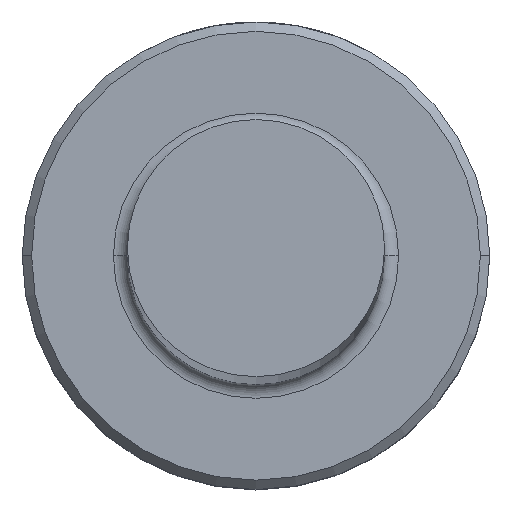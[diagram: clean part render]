
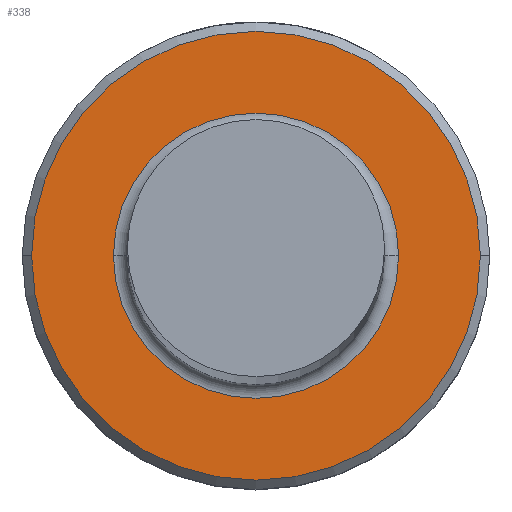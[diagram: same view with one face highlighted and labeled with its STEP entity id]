
A CAD part, top view. The second image highlights one B-rep face of the part: STEP entity #338.
In plain terms, the highlighted planar face has unit normal (0, 0, 1).
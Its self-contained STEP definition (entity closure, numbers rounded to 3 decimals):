
#90 = DIRECTION ( 'NONE',  ( 0., 0., -1. ) ) ;
#140 = AXIS2_PLACEMENT_3D ( 'NONE', #251, #867, #341 ) ;
#218 = CARTESIAN_POINT ( 'NONE',  ( 0., 0., 6. ) ) ;
#251 = CARTESIAN_POINT ( 'NONE',  ( 0., 0., 6. ) ) ;
#261 = VERTEX_POINT ( 'NONE', #1038 ) ;
#284 = AXIS2_PLACEMENT_3D ( 'NONE', #315, #934, #401 ) ;
#285 = CARTESIAN_POINT ( 'NONE',  ( 0., 0., 6. ) ) ;
#293 = EDGE_CURVE ( 'NONE', #928, #680, #520, .T. ) ;
#309 = DIRECTION ( 'NONE',  ( 1., 0., 0. ) ) ;
#315 = CARTESIAN_POINT ( 'NONE',  ( 0., 0., 6. ) ) ;
#338 = ADVANCED_FACE ( 'NONE', ( #843, #764 ), #1082, .T. ) ;
#341 = DIRECTION ( 'NONE',  ( -1., 0., 0. ) ) ;
#353 = CARTESIAN_POINT ( 'NONE',  ( -3.05, 0., 6. ) ) ;
#354 = CIRCLE ( 'NONE', #284, 4.8 ) ;
#376 = DIRECTION ( 'NONE',  ( 1., 0., 0. ) ) ;
#384 = CIRCLE ( 'NONE', #895, 4.8 ) ;
#401 = DIRECTION ( 'NONE',  ( 1., 0., 0. ) ) ;
#445 = AXIS2_PLACEMENT_3D ( 'NONE', #631, #90, #721 ) ;
#520 = CIRCLE ( 'NONE', #445, 3.05 ) ;
#583 = ORIENTED_EDGE ( 'NONE', *, *, #293, .T. ) ;
#631 = CARTESIAN_POINT ( 'NONE',  ( 0., 0., 6. ) ) ;
#680 = VERTEX_POINT ( 'NONE', #353 ) ;
#688 = CIRCLE ( 'NONE', #140, 3.05 ) ;
#689 = CARTESIAN_POINT ( 'NONE',  ( 3.05, 0., 6. ) ) ;
#711 = ORIENTED_EDGE ( 'NONE', *, *, #798, .T. ) ;
#721 = DIRECTION ( 'NONE',  ( -1., 0., 0. ) ) ;
#739 = ORIENTED_EDGE ( 'NONE', *, *, #1009, .T. ) ;
#752 = AXIS2_PLACEMENT_3D ( 'NONE', #285, #900, #376 ) ;
#757 = VERTEX_POINT ( 'NONE', #1022 ) ;
#764 = FACE_BOUND ( 'NONE', #1139, .T. ) ;
#766 = EDGE_CURVE ( 'NONE', #261, #757, #384, .T. ) ;
#798 = EDGE_CURVE ( 'NONE', #757, #261, #354, .T. ) ;
#840 = DIRECTION ( 'NONE',  ( 0., 0., 1. ) ) ;
#843 = FACE_OUTER_BOUND ( 'NONE', #1035, .T. ) ;
#867 = DIRECTION ( 'NONE',  ( 0., 0., -1. ) ) ;
#895 = AXIS2_PLACEMENT_3D ( 'NONE', #218, #840, #309 ) ;
#900 = DIRECTION ( 'NONE',  ( 0., 0., 1. ) ) ;
#928 = VERTEX_POINT ( 'NONE', #689 ) ;
#934 = DIRECTION ( 'NONE',  ( 0., 0., 1. ) ) ;
#1009 = EDGE_CURVE ( 'NONE', #680, #928, #688, .T. ) ;
#1022 = CARTESIAN_POINT ( 'NONE',  ( 4.8, 0., 6. ) ) ;
#1035 = EDGE_LOOP ( 'NONE', ( #1152, #711 ) ) ;
#1038 = CARTESIAN_POINT ( 'NONE',  ( -4.8, 0., 6. ) ) ;
#1082 = PLANE ( 'NONE',  #752 ) ;
#1139 = EDGE_LOOP ( 'NONE', ( #739, #583 ) ) ;
#1152 = ORIENTED_EDGE ( 'NONE', *, *, #766, .T. ) ;
